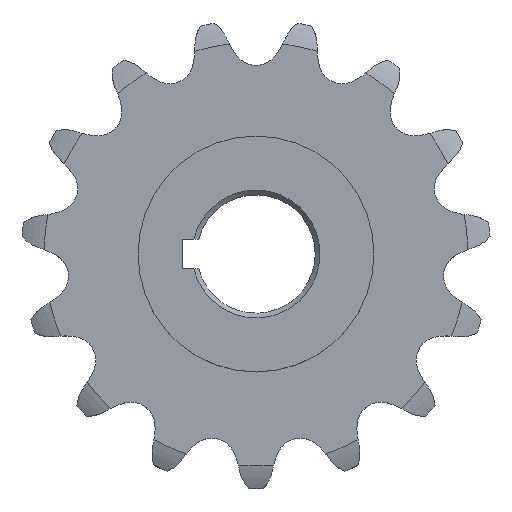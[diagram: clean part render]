
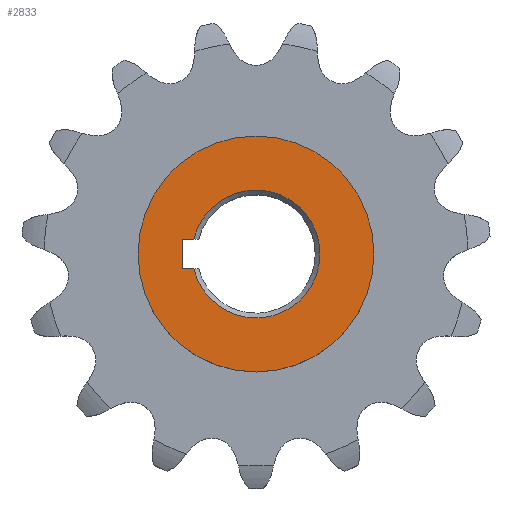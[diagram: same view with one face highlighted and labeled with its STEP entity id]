
A CAD part, top view. The second image highlights one B-rep face of the part: STEP entity #2833.
In plain terms, the highlighted planar face has unit normal (0, 0, 1).
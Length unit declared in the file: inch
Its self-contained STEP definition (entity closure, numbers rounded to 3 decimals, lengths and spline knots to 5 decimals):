
#165=FACE_BOUND('',#724,.T.);
#262=LINE('',#4463,#392);
#268=LINE('',#4480,#398);
#270=LINE('',#4483,#400);
#392=VECTOR('',#3452,0.3937);
#398=VECTOR('',#3470,0.3937);
#400=VECTOR('',#3474,0.3937);
#524=PLANE('',#3009);
#563=FACE_OUTER_BOUND('',#723,.T.);
#723=EDGE_LOOP('',(#1913));
#724=EDGE_LOOP('',(#1914,#1915,#1916,#1917));
#888=CIRCLE('',#3006,0.271);
#889=CIRCLE('',#3010,0.5);
#1106=VERTEX_POINT('',#4460);
#1107=VERTEX_POINT('',#4462);
#1110=VERTEX_POINT('',#4472);
#1112=VERTEX_POINT('',#4478);
#1113=VERTEX_POINT('',#4485);
#1421=EDGE_CURVE('',#1107,#1106,#262,.T.);
#1427=EDGE_CURVE('',#1110,#1106,#888,.T.);
#1430=EDGE_CURVE('',#1110,#1112,#268,.T.);
#1432=EDGE_CURVE('',#1112,#1107,#270,.T.);
#1433=EDGE_CURVE('',#1113,#1113,#889,.T.);
#1913=ORIENTED_EDGE('',*,*,#1433,.T.);
#1914=ORIENTED_EDGE('',*,*,#1427,.F.);
#1915=ORIENTED_EDGE('',*,*,#1430,.T.);
#1916=ORIENTED_EDGE('',*,*,#1432,.T.);
#1917=ORIENTED_EDGE('',*,*,#1421,.T.);
#2833=ADVANCED_FACE('',(#563,#165),#524,.F.);
#3006=AXIS2_PLACEMENT_3D('',#4474,#3464,#3465);
#3009=AXIS2_PLACEMENT_3D('',#4484,#3475,#3476);
#3010=AXIS2_PLACEMENT_3D('',#4486,#3477,#3478);
#3452=DIRECTION('',(1.,0.,0.));
#3464=DIRECTION('center_axis',(0.,0.,1.));
#3465=DIRECTION('ref_axis',(1.,0.,0.));
#3470=DIRECTION('',(-1.,0.,0.));
#3474=DIRECTION('',(0.,1.,0.));
#3475=DIRECTION('center_axis',(0.,0.,-1.));
#3476=DIRECTION('ref_axis',(-1.,0.,0.));
#3477=DIRECTION('center_axis',(0.,0.,1.));
#3478=DIRECTION('ref_axis',(-1.,0.,0.));
#4460=CARTESIAN_POINT('',(-0.26369,0.0625,0.325));
#4462=CARTESIAN_POINT('',(-0.3135,0.0625,0.325));
#4463=CARTESIAN_POINT('',(-0.15675,0.0625,0.325));
#4472=CARTESIAN_POINT('',(-0.26369,-0.0625,0.325));
#4474=CARTESIAN_POINT('Origin',(0.,0.,0.325));
#4478=CARTESIAN_POINT('',(-0.3135,-0.0625,0.325));
#4480=CARTESIAN_POINT('',(-0.12155,-0.0625,0.325));
#4483=CARTESIAN_POINT('',(-0.3135,-0.03125,0.325));
#4484=CARTESIAN_POINT('Origin',(0.,0.,
0.325));
#4485=CARTESIAN_POINT('',(0.5,0.,0.325));
#4486=CARTESIAN_POINT('Origin',(0.,0.,0.325));
